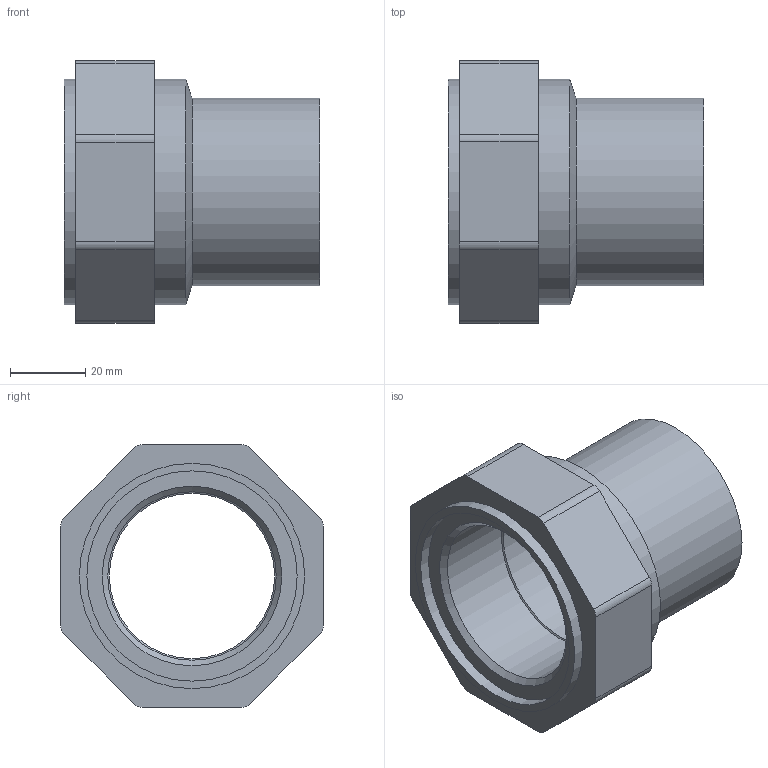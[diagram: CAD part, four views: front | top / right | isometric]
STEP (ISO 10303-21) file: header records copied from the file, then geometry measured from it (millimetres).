
FILE_DESCRIPTION( ( 'STEP AP203' ), '1' );
FILE_NAME( '30032505021(architecture400).stp', '2022-04-11T07:17:37', ( 'License CC BY-ND 4.0' ), ( 'CADENAS' ), ' ', 'PARTsolutions', ' ' );
FILE_SCHEMA( ( 'CONFIG_CONTROL_DESIGN' ) );
Length unit declared in the file: millimetre
Products named in the file (1): _30032505021(architecture400)
Bounding box: 68 x 70 x 70 mm (x, y, z)
Volume: 80310 mm3; surface area: 26874.7 mm2
Topology: 1 solids, 1 shells, 30 faces, 70 edges, 45 vertices
Faces by surface type: cylinder 14, plane 13, cone 3
Full cylindrical faces by diameter (mm): 44 x1, 44.845 x1, 50 x1, 56 x1, 60 x2
Entity records: 866 total; most frequent: DIRECTION 152, CARTESIAN_POINT 137, ORIENTED_EDGE 122, EDGE_CURVE 61, AXIS2_PLACEMENT_3D 60, VERTEX_POINT 45, EDGE_LOOP 44, FACE_OUTER_BOUND 36
